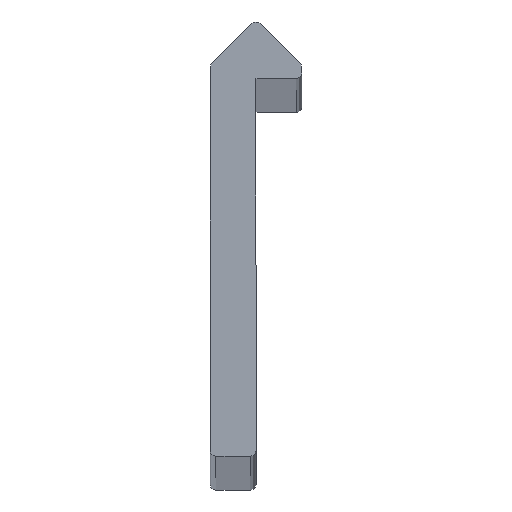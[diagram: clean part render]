
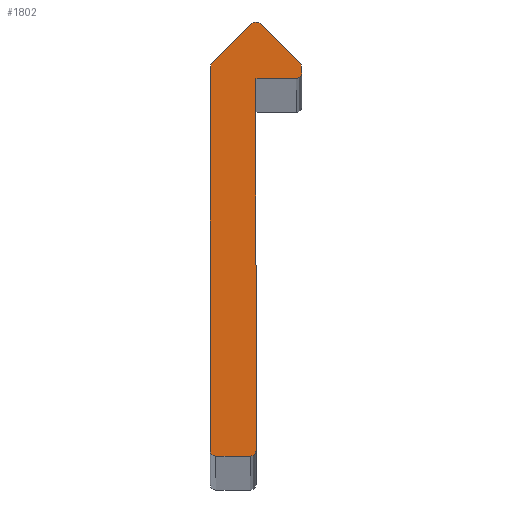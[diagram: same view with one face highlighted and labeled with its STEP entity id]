
A CAD part, top view. The second image highlights one B-rep face of the part: STEP entity #1802.
In plain terms, the highlighted planar face has unit normal (0, 0, 1).
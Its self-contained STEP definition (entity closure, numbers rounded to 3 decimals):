
#75 = LINE ( 'NONE', #3854, #2477 ) ;
#115 = AXIS2_PLACEMENT_3D ( 'NONE', #3095, #1238, #3422 ) ;
#149 = DIRECTION ( 'NONE',  ( -0.707, 0.707, 0. ) ) ;
#201 = CARTESIAN_POINT ( 'NONE',  ( 0.3, 0., 1000. ) ) ;
#267 = VERTEX_POINT ( 'NONE', #3754 ) ;
#274 = CARTESIAN_POINT ( 'NONE',  ( 4.45, 19.85, 1000. ) ) ;
#296 = VERTEX_POINT ( 'NONE', #3500 ) ;
#374 = EDGE_CURVE ( 'NONE', #469, #4025, #1871, .T. ) ;
#457 = CARTESIAN_POINT ( 'NONE',  ( 2.075, 0.3, 1000. ) ) ;
#469 = VERTEX_POINT ( 'NONE', #3936 ) ;
#477 = DIRECTION ( 'NONE',  ( 0., 0., 1. ) ) ;
#514 = CARTESIAN_POINT ( 'NONE',  ( 2.375, 19.55, 1000. ) ) ;
#567 = DIRECTION ( 'NONE',  ( 0., -1., 0. ) ) ;
#572 = CIRCLE ( 'NONE', #1381, 0.3 ) ;
#599 = CARTESIAN_POINT ( 'NONE',  ( 4.45, 19.55, 1000. ) ) ;
#600 = ORIENTED_EDGE ( 'NONE', *, *, #2049, .T. ) ;
#654 = CARTESIAN_POINT ( 'NONE',  ( 2.375, 22.2, 1000. ) ) ;
#710 = CIRCLE ( 'NONE', #1840, 0.3 ) ;
#779 = VECTOR ( 'NONE', #3853, 1000. ) ;
#800 = CARTESIAN_POINT ( 'NONE',  ( 0., 20.125, 1000. ) ) ;
#806 = LINE ( 'NONE', #2808, #2991 ) ;
#884 = CARTESIAN_POINT ( 'NONE',  ( 0., 0.3, 1000. ) ) ;
#886 = DIRECTION ( 'NONE',  ( -0.707, -0.707, 0. ) ) ;
#905 = VECTOR ( 'NONE', #2279, 1000. ) ;
#908 = VERTEX_POINT ( 'NONE', #514 ) ;
#978 = DIRECTION ( 'NONE',  ( -1., 0., 0. ) ) ;
#995 = DIRECTION ( 'NONE',  ( 0., 1., 0. ) ) ;
#1000 = DIRECTION ( 'NONE',  ( 0., 0., 1. ) ) ;
#1026 = EDGE_CURVE ( 'NONE', #4037, #3924, #1950, .T. ) ;
#1060 = DIRECTION ( 'NONE',  ( -1., 0., 0. ) ) ;
#1202 = EDGE_CURVE ( 'NONE', #296, #3786, #710, .T. ) ;
#1208 = ORIENTED_EDGE ( 'NONE', *, *, #1202, .T. ) ;
#1238 = DIRECTION ( 'NONE',  ( 0., 0., 1. ) ) ;
#1292 = FACE_OUTER_BOUND ( 'NONE', #3565, .T. ) ;
#1374 = AXIS2_PLACEMENT_3D ( 'NONE', #654, #2837, #978 ) ;
#1381 = AXIS2_PLACEMENT_3D ( 'NONE', #1587, #3759, #1914 ) ;
#1425 = EDGE_CURVE ( 'NONE', #3786, #267, #75, .T. ) ;
#1444 = VERTEX_POINT ( 'NONE', #3870 ) ;
#1514 = ORIENTED_EDGE ( 'NONE', *, *, #3431, .T. ) ;
#1523 = PLANE ( 'NONE',  #3761 ) ;
#1541 = VERTEX_POINT ( 'NONE', #201 ) ;
#1577 = VECTOR ( 'NONE', #567, 1000. ) ;
#1587 = CARTESIAN_POINT ( 'NONE',  ( 0.3, 0.3, 1000. ) ) ;
#1595 = CARTESIAN_POINT ( 'NONE',  ( 0.3, 20.125, 1000. ) ) ;
#1619 = AXIS2_PLACEMENT_3D ( 'NONE', #457, #477, #1060 ) ;
#1623 = LINE ( 'NONE', #2927, #779 ) ;
#1667 = LINE ( 'NONE', #884, #1577 ) ;
#1779 = EDGE_CURVE ( 'NONE', #2489, #4037, #3031, .T. ) ;
#1802 = ADVANCED_FACE ( 'NONE', ( #1292 ), #1523, .F. ) ;
#1810 = VERTEX_POINT ( 'NONE', #599 ) ;
#1819 = CARTESIAN_POINT ( 'NONE',  ( 0.088, 20.337, 1000. ) ) ;
#1840 = AXIS2_PLACEMENT_3D ( 'NONE', #2865, #1000, #3177 ) ;
#1871 = CIRCLE ( 'NONE', #1619, 0.3 ) ;
#1914 = DIRECTION ( 'NONE',  ( 1., 0., 0. ) ) ;
#1922 = DIRECTION ( 'NONE',  ( -1., 0., 0. ) ) ;
#1923 = EDGE_CURVE ( 'NONE', #267, #2489, #2564, .T. ) ;
#1950 = CIRCLE ( 'NONE', #3125, 0.3 ) ;
#1975 = CARTESIAN_POINT ( 'NONE',  ( 4.45, 19.55, 1000. ) ) ;
#2049 = EDGE_CURVE ( 'NONE', #1541, #469, #1623, .T. ) ;
#2113 = CARTESIAN_POINT ( 'NONE',  ( 2.375, 0.3, 1000. ) ) ;
#2156 = DIRECTION ( 'NONE',  ( -1., 0., 0. ) ) ;
#2221 = EDGE_CURVE ( 'NONE', #3924, #1444, #1667, .T. ) ;
#2231 = ORIENTED_EDGE ( 'NONE', *, *, #2221, .T. ) ;
#2232 = ORIENTED_EDGE ( 'NONE', *, *, #3567, .T. ) ;
#2279 = DIRECTION ( 'NONE',  ( 1., 0., 0. ) ) ;
#2373 = ORIENTED_EDGE ( 'NONE', *, *, #1425, .T. ) ;
#2477 = VECTOR ( 'NONE', #149, 1000. ) ;
#2489 = VERTEX_POINT ( 'NONE', #2761 ) ;
#2561 = EDGE_CURVE ( 'NONE', #1810, #3861, #2965, .T. ) ;
#2564 = CIRCLE ( 'NONE', #1374, 0.3 ) ;
#2569 = LINE ( 'NONE', #1975, #905 ) ;
#2761 = CARTESIAN_POINT ( 'NONE',  ( 2.163, 22.412, 1000. ) ) ;
#2765 = VECTOR ( 'NONE', #995, 1000. ) ;
#2782 = ORIENTED_EDGE ( 'NONE', *, *, #2561, .T. ) ;
#2808 = CARTESIAN_POINT ( 'NONE',  ( 2.375, 19.55, 1000. ) ) ;
#2830 = ORIENTED_EDGE ( 'NONE', *, *, #1026, .T. ) ;
#2837 = DIRECTION ( 'NONE',  ( 0., 0., 1. ) ) ;
#2865 = CARTESIAN_POINT ( 'NONE',  ( 4.45, 20.125, 1000. ) ) ;
#2927 = CARTESIAN_POINT ( 'NONE',  ( 2.075, 0., 1000. ) ) ;
#2944 = ORIENTED_EDGE ( 'NONE', *, *, #3172, .T. ) ;
#2965 = CIRCLE ( 'NONE', #115, 0.3 ) ;
#2991 = VECTOR ( 'NONE', #3116, 1000. ) ;
#3031 = LINE ( 'NONE', #3997, #3768 ) ;
#3095 = CARTESIAN_POINT ( 'NONE',  ( 4.45, 19.85, 1000. ) ) ;
#3104 = ORIENTED_EDGE ( 'NONE', *, *, #3499, .T. ) ;
#3116 = DIRECTION ( 'NONE',  ( 0., 1., 0. ) ) ;
#3125 = AXIS2_PLACEMENT_3D ( 'NONE', #1595, #3765, #1922 ) ;
#3172 = EDGE_CURVE ( 'NONE', #4025, #908, #806, .T. ) ;
#3177 = DIRECTION ( 'NONE',  ( -1., 0., 0. ) ) ;
#3206 = ORIENTED_EDGE ( 'NONE', *, *, #1923, .T. ) ;
#3226 = CARTESIAN_POINT ( 'NONE',  ( 4.662, 20.337, 1000. ) ) ;
#3240 = ORIENTED_EDGE ( 'NONE', *, *, #374, .T. ) ;
#3245 = ORIENTED_EDGE ( 'NONE', *, *, #1779, .T. ) ;
#3422 = DIRECTION ( 'NONE',  ( -1., 0., 0. ) ) ;
#3431 = EDGE_CURVE ( 'NONE', #1444, #1541, #572, .T. ) ;
#3476 = CARTESIAN_POINT ( 'NONE',  ( 4.75, 20.125, 1000. ) ) ;
#3499 = EDGE_CURVE ( 'NONE', #3861, #296, #3860, .T. ) ;
#3500 = CARTESIAN_POINT ( 'NONE',  ( 4.75, 20.125, 1000. ) ) ;
#3565 = EDGE_LOOP ( 'NONE', ( #2782, #3104, #1208, #2373, #3206, #3245, #2830, #2231, #1514, #600, #3240, #2944, #2232 ) ) ;
#3567 = EDGE_CURVE ( 'NONE', #908, #1810, #2569, .T. ) ;
#3754 = CARTESIAN_POINT ( 'NONE',  ( 2.587, 22.412, 1000. ) ) ;
#3759 = DIRECTION ( 'NONE',  ( 0., 0., 1. ) ) ;
#3761 = AXIS2_PLACEMENT_3D ( 'NONE', #274, #4008, #2156 ) ;
#3765 = DIRECTION ( 'NONE',  ( 0., 0., 1. ) ) ;
#3768 = VECTOR ( 'NONE', #886, 1000. ) ;
#3786 = VERTEX_POINT ( 'NONE', #3226 ) ;
#3853 = DIRECTION ( 'NONE',  ( 1., 0., 0. ) ) ;
#3854 = CARTESIAN_POINT ( 'NONE',  ( 2.587, 22.412, 1000. ) ) ;
#3860 = LINE ( 'NONE', #3476, #2765 ) ;
#3861 = VERTEX_POINT ( 'NONE', #3872 ) ;
#3870 = CARTESIAN_POINT ( 'NONE',  ( 0., 0.3, 1000. ) ) ;
#3872 = CARTESIAN_POINT ( 'NONE',  ( 4.75, 19.85, 1000. ) ) ;
#3924 = VERTEX_POINT ( 'NONE', #800 ) ;
#3936 = CARTESIAN_POINT ( 'NONE',  ( 2.075, 0., 1000. ) ) ;
#3997 = CARTESIAN_POINT ( 'NONE',  ( 0.088, 20.337, 1000. ) ) ;
#4008 = DIRECTION ( 'NONE',  ( 0., 0., -1. ) ) ;
#4025 = VERTEX_POINT ( 'NONE', #2113 ) ;
#4037 = VERTEX_POINT ( 'NONE', #1819 ) ;
